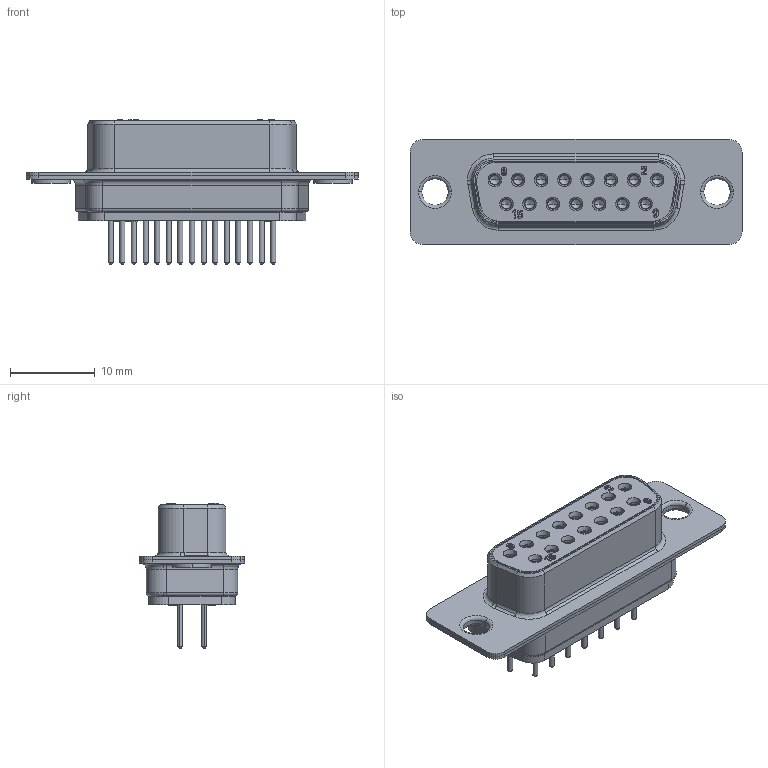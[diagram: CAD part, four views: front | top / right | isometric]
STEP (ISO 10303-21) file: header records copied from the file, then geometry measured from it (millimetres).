
FILE_DESCRIPTION((''),'2;1');
FILE_NAME('212611003.stp','2007-10-25T10:52:07',('martin.rickli'),(''),'Autodesk Inventor 9','Autodesk Inventor 9','');
FILE_SCHEMA(('AUTOMOTIVE_DESIGN { 1 0 10303 214 1 1 1 1 }'));
Length unit declared in the file: millimetre
Products named in the file (6): 052084; 00031a_15; R+B00105f; R+B00151a; R+B00144; DE002593
Assembly tree (19 placements, depth 2):
  052084
    00031a_15
    R+B00105f  x15
    R+B00151a
    R+B00144
    DE002593
Bounding box: 39.2 x 12.4 x 17.15 mm (x, y, z)
Volume: 2031.1 mm3; surface area: 6248.4 mm2
Topology: 19 solids, 19 shells, 3080 faces, 7687 edges, 4701 vertices
Faces by surface type: plane 2273, cylinder 396, cone 184, bspline 171, torus 56
Entity records: 24346 total; most frequent: CARTESIAN_POINT 7062, DIRECTION 3696, ORIENTED_EDGE 3554, EDGE_CURVE 1777, AXIS2_PLACEMENT_3D 1411, VERTEX_POINT 1131, VECTOR 874, LINE 874
